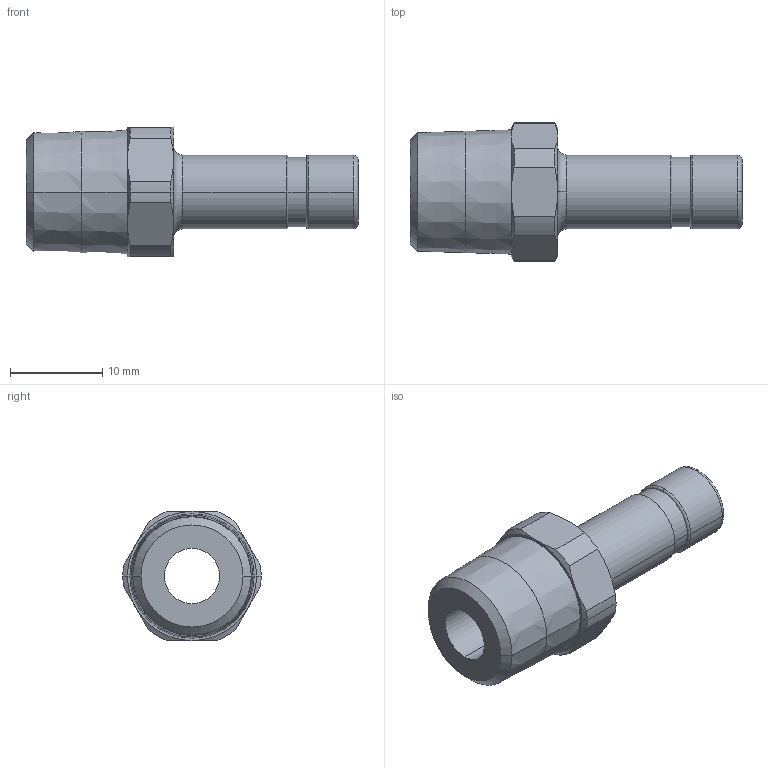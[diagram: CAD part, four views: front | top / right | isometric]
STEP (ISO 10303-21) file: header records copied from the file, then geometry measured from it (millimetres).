
FILE_DESCRIPTION(('STEP AP214'),'1');
FILE_NAME('3821_08_13.stp','2016-07-07T14:27:33',('TraceParts'),('TraceParts S.A.'),'Spatial InterOp 3D',' ',' ');
FILE_SCHEMA(('automotive_design'));
Length unit declared in the file: millimetre
Products named in the file (1): 1
Bounding box: 36 x 15 x 14 mm (x, y, z)
Volume: 2279.4 mm3; surface area: 2150.7 mm2
Topology: 1 solids, 1 shells, 60 faces, 141 edges, 87 vertices
Faces by surface type: cone 24, cylinder 18, plane 12, torus 6
Entity records: 1782 total; most frequent: CARTESIAN_POINT 385, DIRECTION 321, ORIENTED_EDGE 282, AXIS2_PLACEMENT_3D 143, EDGE_CURVE 141, VERTEX_POINT 87, CIRCLE 82, EDGE_LOOP 66
